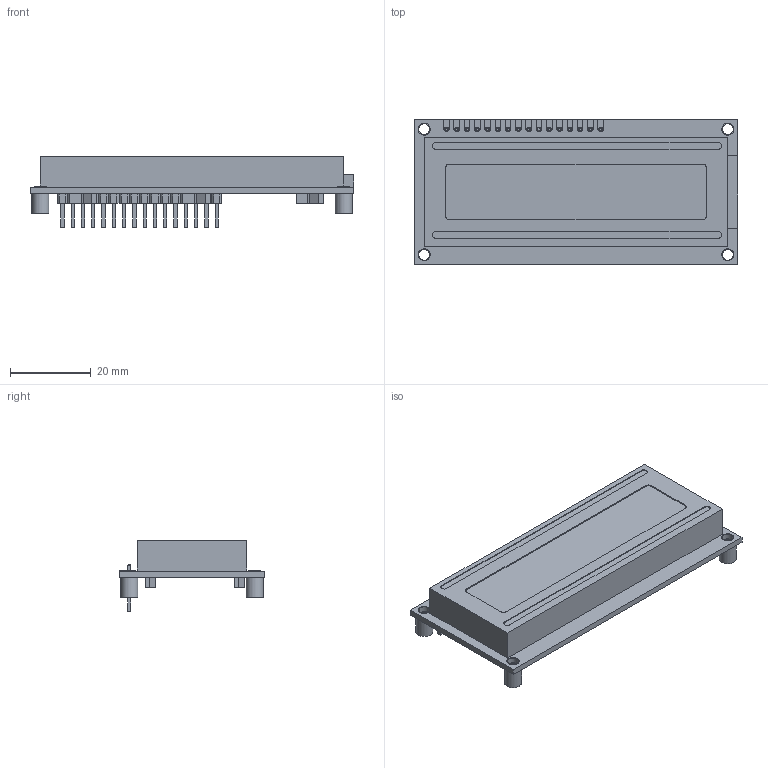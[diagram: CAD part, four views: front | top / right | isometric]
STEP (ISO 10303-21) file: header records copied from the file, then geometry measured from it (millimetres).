
FILE_DESCRIPTION(('FreeCAD Model'),'2;1');
FILE_NAME('lcd_16x2.stp', '2015-05-03T00:59:23',('FreeCAD'),('FreeCAD'), 'Open CASCADE STEP processor 6.7','FreeCAD','Unknown');
FILE_SCHEMA(('AUTOMOTIVE_DESIGN_CC2 { 1 2 10303 214 -1 1 5 4 }'));
Length unit declared in the file: millimetre
Products named in the file (6): Fusion002; Cut; Array003; Array004; Array005; Pad006
Bounding box: 80 x 36 x 17.64 mm (x, y, z)
Volume: 20094.9 mm3; surface area: 14285.4 mm2
Topology: 45 solids, 45 shells, 781 faces, 1816 edges, 1168 vertices
Faces by surface type: plane 697, cylinder 84
Full cylindrical faces by diameter (mm): 1 x16, 2.7 x4, 2.8 x4, 3 x8, 4.2 x4
Entity records: 47938 total; most frequent: CARTESIAN_POINT 8454, DIRECTION 6920, LINE 4944, VECTOR 4944, ORIENTED_EDGE 3632, PCURVE 3632, DEFINITIONAL_REPRESENTATION 3632, EDGE_CURVE 1816
